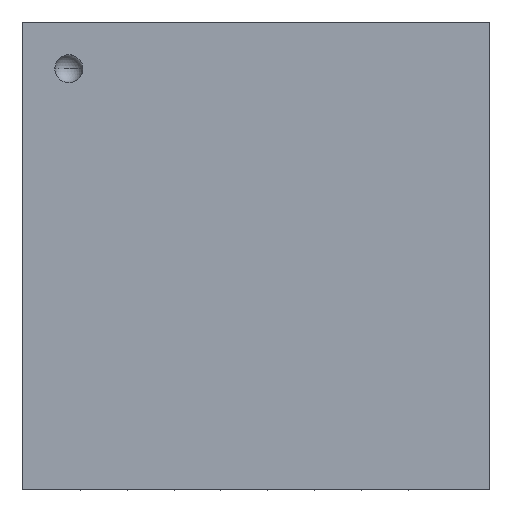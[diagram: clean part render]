
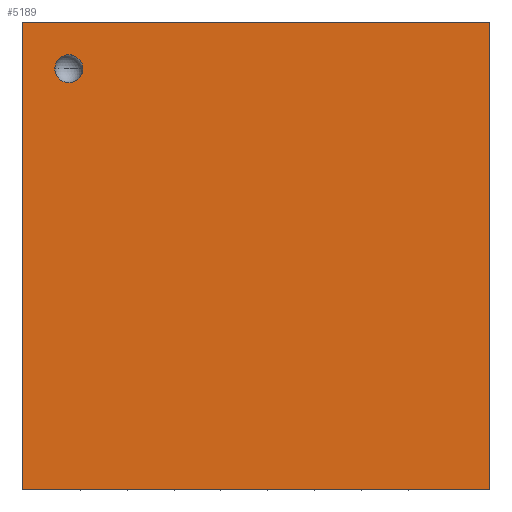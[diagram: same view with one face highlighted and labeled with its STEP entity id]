
A CAD part, top view. The second image highlights one B-rep face of the part: STEP entity #5189.
In plain terms, the highlighted planar face has unit normal (0, 0, 1).
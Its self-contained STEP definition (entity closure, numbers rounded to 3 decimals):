
#460 = AXIS2_PLACEMENT_3D ( 'NONE', #6641, #9908, #4616 ) ;
#530 = DIRECTION ( 'NONE',  ( 0., 0., 1. ) ) ;
#1068 = DIRECTION ( 'NONE',  ( 0., -1., 0. ) ) ;
#1647 = EDGE_CURVE ( 'NONE', #4848, #9523, #9943, .T. ) ;
#2119 = AXIS2_PLACEMENT_3D ( 'NONE', #7625, #7775, #2511 ) ;
#2511 = DIRECTION ( 'NONE',  ( -1., 0., 0. ) ) ;
#2657 = DIRECTION ( 'NONE',  ( 1., 0., 0. ) ) ;
#2790 = EDGE_CURVE ( 'NONE', #9523, #4848, #12242, .T. ) ;
#2796 = VECTOR ( 'NONE', #1068, 1000. ) ;
#3125 = LINE ( 'NONE', #7385, #2796 ) ;
#3293 = PLANE ( 'NONE',  #2119 ) ;
#3951 = VERTEX_POINT ( 'NONE', #6350 ) ;
#4070 = LINE ( 'NONE', #12069, #6752 ) ;
#4616 = DIRECTION ( 'NONE',  ( 1., 0., 0. ) ) ;
#4848 = VERTEX_POINT ( 'NONE', #5857 ) ;
#4989 = DIRECTION ( 'NONE',  ( -1., 0., 0. ) ) ;
#5093 = CARTESIAN_POINT ( 'NONE',  ( -2.5, -2.5, 0.55 ) ) ;
#5189 = ADVANCED_FACE ( 'NONE', ( #8451, #5582 ), #3293, .F. ) ;
#5582 = FACE_OUTER_BOUND ( 'NONE', #8294, .T. ) ;
#5620 = EDGE_CURVE ( 'NONE', #7533, #8769, #4070, .T. ) ;
#5857 = CARTESIAN_POINT ( 'NONE',  ( -2.15, 2., 0.55 ) ) ;
#6350 = CARTESIAN_POINT ( 'NONE',  ( 2.5, -2.5, 0.55 ) ) ;
#6641 = CARTESIAN_POINT ( 'NONE',  ( -2., 2., 0.55 ) ) ;
#6721 = CARTESIAN_POINT ( 'NONE',  ( 2.5, 2.5, 0.55 ) ) ;
#6752 = VECTOR ( 'NONE', #4989, 1000. ) ;
#6835 = AXIS2_PLACEMENT_3D ( 'NONE', #7785, #530, #2657 ) ;
#7385 = CARTESIAN_POINT ( 'NONE',  ( -2.5, -2.5, 0.55 ) ) ;
#7533 = VERTEX_POINT ( 'NONE', #6721 ) ;
#7567 = ORIENTED_EDGE ( 'NONE', *, *, #8139, .T. ) ;
#7625 = CARTESIAN_POINT ( 'NONE',  ( 0., 0., 0.55 ) ) ;
#7726 = CARTESIAN_POINT ( 'NONE',  ( 2.5, -2.5, 0.55 ) ) ;
#7775 = DIRECTION ( 'NONE',  ( 0., 0., -1. ) ) ;
#7785 = CARTESIAN_POINT ( 'NONE',  ( -2., 2., 0.55 ) ) ;
#7926 = CARTESIAN_POINT ( 'NONE',  ( -2.5, -2.5, 0.55 ) ) ;
#8139 = EDGE_CURVE ( 'NONE', #3951, #7533, #8463, .T. ) ;
#8177 = ORIENTED_EDGE ( 'NONE', *, *, #1647, .F. ) ;
#8294 = EDGE_LOOP ( 'NONE', ( #7567, #12007, #10741, #8846 ) ) ;
#8451 = FACE_BOUND ( 'NONE', #13622, .T. ) ;
#8463 = LINE ( 'NONE', #7726, #12109 ) ;
#8769 = VERTEX_POINT ( 'NONE', #12431 ) ;
#8834 = CARTESIAN_POINT ( 'NONE',  ( -1.85, 2., 0.55 ) ) ;
#8846 = ORIENTED_EDGE ( 'NONE', *, *, #13022, .T. ) ;
#8978 = ORIENTED_EDGE ( 'NONE', *, *, #2790, .F. ) ;
#9523 = VERTEX_POINT ( 'NONE', #8834 ) ;
#9908 = DIRECTION ( 'NONE',  ( 0., 0., 1. ) ) ;
#9943 = CIRCLE ( 'NONE', #6835, 0.15 ) ;
#10741 = ORIENTED_EDGE ( 'NONE', *, *, #12079, .T. ) ;
#10805 = VERTEX_POINT ( 'NONE', #5093 ) ;
#11811 = VECTOR ( 'NONE', #13349, 1000. ) ;
#12007 = ORIENTED_EDGE ( 'NONE', *, *, #5620, .T. ) ;
#12069 = CARTESIAN_POINT ( 'NONE',  ( -2.5, 2.5, 0.55 ) ) ;
#12079 = EDGE_CURVE ( 'NONE', #8769, #10805, #3125, .T. ) ;
#12109 = VECTOR ( 'NONE', #12164, 1000. ) ;
#12154 = LINE ( 'NONE', #7926, #11811 ) ;
#12164 = DIRECTION ( 'NONE',  ( 0., 1., 0. ) ) ;
#12242 = CIRCLE ( 'NONE', #460, 0.15 ) ;
#12431 = CARTESIAN_POINT ( 'NONE',  ( -2.5, 2.5, 0.55 ) ) ;
#13022 = EDGE_CURVE ( 'NONE', #10805, #3951, #12154, .T. ) ;
#13349 = DIRECTION ( 'NONE',  ( 1., 0., 0. ) ) ;
#13622 = EDGE_LOOP ( 'NONE', ( #8978, #8177 ) ) ;
